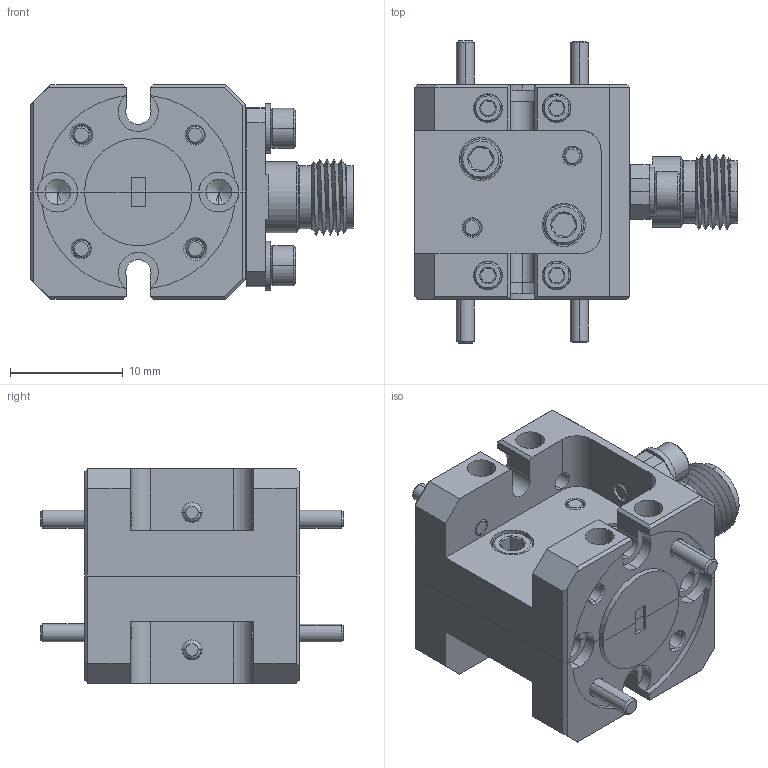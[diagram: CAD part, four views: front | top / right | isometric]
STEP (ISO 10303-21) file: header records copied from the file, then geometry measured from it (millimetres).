
FILE_DESCRIPTION (( 'STEP AP203' ), '1' );
FILE_NAME ('FS-GW-A.STEP', '2022-06-28T19:28:30', ( '' ), ( '' ), 'SwSTEP 2.0', 'SolidWorks 2021', '' );
FILE_SCHEMA (( 'CONFIG_CONTROL_DESIGN' ));
Length unit declared in the file: inch
Products named in the file (1): FS-GW-A
Bounding box: 28.57 x 26.8 x 19.05 mm (x, y, z)
Volume: 4704.7 mm3; surface area: 5464.6 mm2
Topology: 19 solids, 19 shells, 1247 faces, 3365 edges, 2160 vertices
Faces by surface type: cylinder 817, plane 236, cone 174, bspline 18, torus 2
Entity records: 54605 total; most frequent: CARTESIAN_POINT 26981, ORIENTED_EDGE 6690, DIRECTION 4957, EDGE_CURVE 3345, VERTEX_POINT 2160, AXIS2_PLACEMENT_3D 1780, VECTOR 1397, LINE 1397
